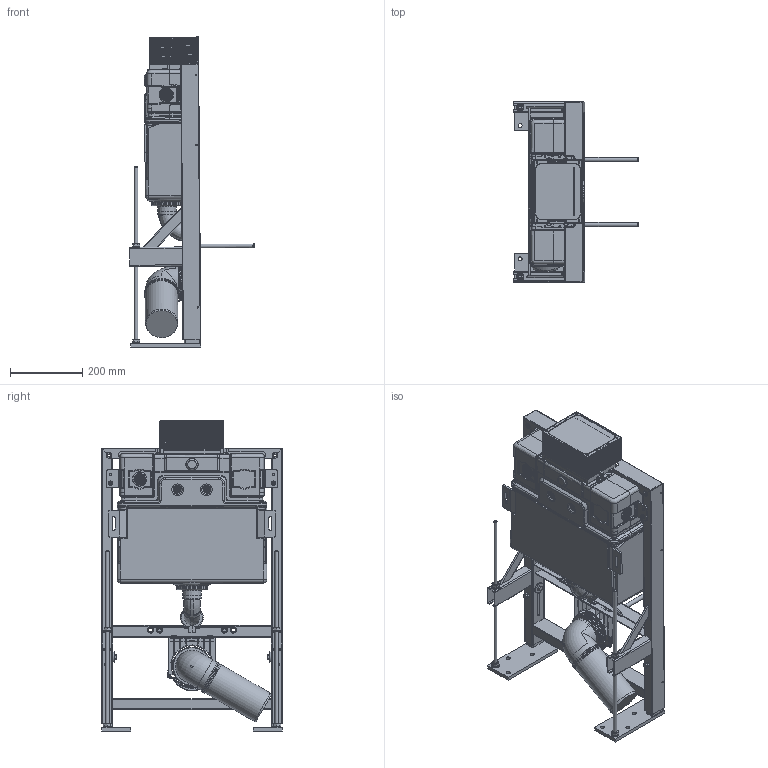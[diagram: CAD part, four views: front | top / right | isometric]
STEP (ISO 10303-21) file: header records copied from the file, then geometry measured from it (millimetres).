
FILE_DESCRIPTION(/* description */ ('Unknown'),/* implementation_level */ '2;1');
FILE_NAME(/* name */ '38587000_d',/* time_stamp */ '2022-09-08T16:46:20+02:00',/* author */ ('Unknown'),/* organization */ ('GROHE AG'),/* preprocessor_version */ 'ST-DEVELOPER v16.7',/* originating_system */ 'DEX',/* authorisation */ $);
FILE_SCHEMA (('AUTOMOTIVE_DESIGN {1 0 10303 214 3 1 1}'));
Products named in the file (3): 38587000_d; id94
Assembly tree (2 placements, depth 2):
  38587000_d
    38587000_d
    id94
Bounding box: 345.01 x 500 x 859.96 mm (x, y, z)
Volume: 431688.5 mm3; surface area: 2220088.5 mm2
Topology: 5 solids, 364 shells, 3027 faces, 13414 edges, 10473 vertices
Faces by surface type: plane 1391, cylinder 994, bspline 296, torus 189, cone 150, sphere 7
Full cylindrical faces by diameter (mm): 3.3 x4, 3.4 x10, 3.7 x6, 6.829 x1, 8 x5, 8.376 x2, 10 x2, 10.106 x2, 11 x8, 12 x6, 14 x2, 16 x2, 21 x4, 30 x2, 36 x1, 40.1 x2, 45 x1, 48 x1, 51 x1, 53.7 x1, 54 x1, 58.4 x1, 63 x1, 85 x1, 89.4 x4, 90 x1, 96 x6, 99 x6, 105 x1, 105.023 x1
Entity records: 155680 total; most frequent: CARTESIAN_POINT 44237, DIRECTION 21892, ORIENTED_EDGE 17462, EDGE_CURVE 13085, VERTEX_POINT 10384, AXIS2_PLACEMENT_3D 7376, LINE 7140, VECTOR 7140
